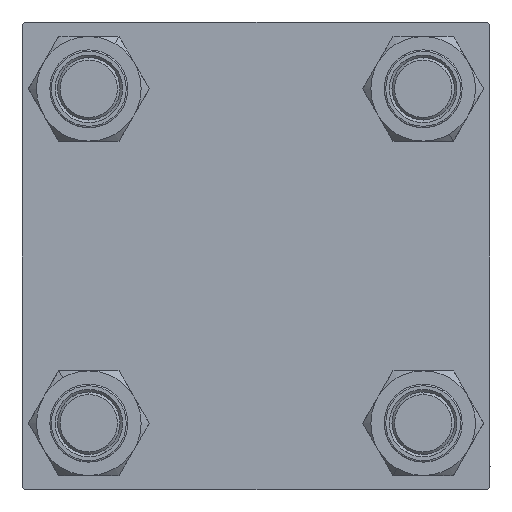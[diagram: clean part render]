
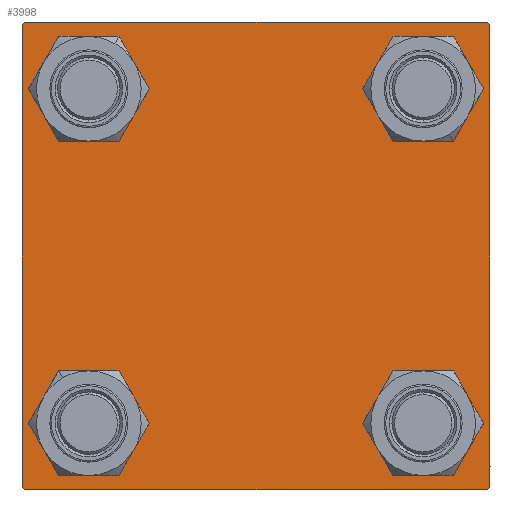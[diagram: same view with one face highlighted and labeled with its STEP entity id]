
A CAD part, left-side view. The second image highlights one B-rep face of the part: STEP entity #3998.
In plain terms, the highlighted planar face has unit normal (-1, 0, 0).
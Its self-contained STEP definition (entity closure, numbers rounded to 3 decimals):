
#214 = DIRECTION ( 'NONE',  ( 1., 0., 0. ) ) ;
#255 = EDGE_CURVE ( 'NONE', #8393, #20391, #40821, .T. ) ;
#831 = CARTESIAN_POINT ( 'NONE',  ( 0., -44.5, 45. ) ) ;
#1367 = CARTESIAN_POINT ( 'NONE',  ( 0., 32.15, -38.65 ) ) ;
#1424 = CARTESIAN_POINT ( 'NONE',  ( 0., -32.15, -38.65 ) ) ;
#1883 = FACE_BOUND ( 'NONE', #5798, .T. ) ;
#2330 = DIRECTION ( 'NONE',  ( 0., -1., 0. ) ) ;
#2645 = CARTESIAN_POINT ( 'NONE',  ( 0., 0., 0. ) ) ;
#3328 = EDGE_CURVE ( 'NONE', #40035, #9193, #49295, .T. ) ;
#3541 = CIRCLE ( 'NONE', #40350, 6.5 ) ;
#3644 = ORIENTED_EDGE ( 'NONE', *, *, #42162, .T. ) ;
#3848 = CARTESIAN_POINT ( 'NONE',  ( 0., 44.75, -44.75 ) ) ;
#3998 = ADVANCED_FACE ( 'NONE', ( #29522, #18006, #25929, #1883, #49012 ), #29014, .T. ) ;
#4077 = CARTESIAN_POINT ( 'NONE',  ( 0., -45., 44.5 ) ) ;
#4105 = AXIS2_PLACEMENT_3D ( 'NONE', #32591, #12104, #12354 ) ;
#4538 = DIRECTION ( 'NONE',  ( 0., 0., 1. ) ) ;
#4547 = CARTESIAN_POINT ( 'NONE',  ( 0., -45., 45. ) ) ;
#4636 = EDGE_CURVE ( 'NONE', #49964, #22693, #34508, .T. ) ;
#5109 = EDGE_CURVE ( 'NONE', #14866, #5452, #3541, .T. ) ;
#5452 = VERTEX_POINT ( 'NONE', #32676 ) ;
#5564 = CARTESIAN_POINT ( 'NONE',  ( 0., -32.15, 32.15 ) ) ;
#5798 = EDGE_LOOP ( 'NONE', ( #12030, #45898 ) ) ;
#5857 = DIRECTION ( 'NONE',  ( 0., 0., 1. ) ) ;
#6181 = VERTEX_POINT ( 'NONE', #44083 ) ;
#6879 = LINE ( 'NONE', #34275, #36743 ) ;
#7137 = DIRECTION ( 'NONE',  ( 0., 0.707, -0.707 ) ) ;
#7281 = LINE ( 'NONE', #33926, #12810 ) ;
#7785 = CARTESIAN_POINT ( 'NONE',  ( 0., -44.5, -45. ) ) ;
#8393 = VERTEX_POINT ( 'NONE', #7785 ) ;
#8398 = DIRECTION ( 'NONE',  ( 0., 0., 1. ) ) ;
#8428 = VECTOR ( 'NONE', #44476, 1000. ) ;
#8619 = VERTEX_POINT ( 'NONE', #18239 ) ;
#8653 = CARTESIAN_POINT ( 'NONE',  ( 0., -32.15, 32.15 ) ) ;
#9193 = VERTEX_POINT ( 'NONE', #1424 ) ;
#9455 = CIRCLE ( 'NONE', #38067, 6.5 ) ;
#9575 = DIRECTION ( 'NONE',  ( -1., 0., 0. ) ) ;
#9670 = EDGE_CURVE ( 'NONE', #27321, #22693, #30260, .T. ) ;
#9683 = ORIENTED_EDGE ( 'NONE', *, *, #35758, .T. ) ;
#9732 = ORIENTED_EDGE ( 'NONE', *, *, #21610, .F. ) ;
#10636 = EDGE_LOOP ( 'NONE', ( #3644, #11522 ) ) ;
#11522 = ORIENTED_EDGE ( 'NONE', *, *, #5109, .T. ) ;
#11996 = VECTOR ( 'NONE', #39181, 1000. ) ;
#12030 = ORIENTED_EDGE ( 'NONE', *, *, #24329, .T. ) ;
#12104 = DIRECTION ( 'NONE',  ( 1., 0., 0. ) ) ;
#12275 = LINE ( 'NONE', #3848, #11996 ) ;
#12354 = DIRECTION ( 'NONE',  ( 0., 0., 1. ) ) ;
#12810 = VECTOR ( 'NONE', #45711, 1000. ) ;
#13011 = ORIENTED_EDGE ( 'NONE', *, *, #17539, .T. ) ;
#13755 = DIRECTION ( 'NONE',  ( 0., 0., 1. ) ) ;
#13788 = CARTESIAN_POINT ( 'NONE',  ( 0., 32.15, -32.15 ) ) ;
#14046 = DIRECTION ( 'NONE',  ( 1., 0., 0. ) ) ;
#14866 = VERTEX_POINT ( 'NONE', #39459 ) ;
#15110 = VERTEX_POINT ( 'NONE', #35001 ) ;
#15297 = EDGE_LOOP ( 'NONE', ( #13011, #27853, #9683, #21978, #9732, #44077, #38867, #40992 ) ) ;
#15809 = DIRECTION ( 'NONE',  ( 0., 0., 1. ) ) ;
#16341 = DIRECTION ( 'NONE',  ( 1., 0., 0. ) ) ;
#17079 = VECTOR ( 'NONE', #2330, 1000. ) ;
#17512 = CARTESIAN_POINT ( 'NONE',  ( 0., 32.15, -25.65 ) ) ;
#17539 = EDGE_CURVE ( 'NONE', #18013, #15110, #7281, .T. ) ;
#18006 = FACE_BOUND ( 'NONE', #24477, .T. ) ;
#18013 = VERTEX_POINT ( 'NONE', #31771 ) ;
#18017 = DIRECTION ( 'NONE',  ( 0., -0.707, 0.707 ) ) ;
#18157 = CARTESIAN_POINT ( 'NONE',  ( 0., -32.15, -25.65 ) ) ;
#18239 = CARTESIAN_POINT ( 'NONE',  ( 0., 44.5, -45. ) ) ;
#18922 = VERTEX_POINT ( 'NONE', #1367 ) ;
#20361 = EDGE_CURVE ( 'NONE', #18922, #26866, #35474, .T. ) ;
#20391 = VERTEX_POINT ( 'NONE', #44782 ) ;
#20397 = AXIS2_PLACEMENT_3D ( 'NONE', #5564, #31937, #4538 ) ;
#20418 = LINE ( 'NONE', #4547, #24897 ) ;
#20588 = VERTEX_POINT ( 'NONE', #34257 ) ;
#20680 = CARTESIAN_POINT ( 'NONE',  ( 0., 32.15, -32.15 ) ) ;
#20702 = CARTESIAN_POINT ( 'NONE',  ( 0., -32.15, -32.15 ) ) ;
#20934 = DIRECTION ( 'NONE',  ( 1., 0., 0. ) ) ;
#21610 = EDGE_CURVE ( 'NONE', #27321, #20391, #20418, .T. ) ;
#21721 = CARTESIAN_POINT ( 'NONE',  ( 0., -32.15, -32.15 ) ) ;
#21869 = AXIS2_PLACEMENT_3D ( 'NONE', #21721, #33757, #5857 ) ;
#21978 = ORIENTED_EDGE ( 'NONE', *, *, #255, .T. ) ;
#22693 = VERTEX_POINT ( 'NONE', #831 ) ;
#24329 = EDGE_CURVE ( 'NONE', #6181, #20588, #9455, .T. ) ;
#24477 = EDGE_LOOP ( 'NONE', ( #35574, #37337 ) ) ;
#24897 = VECTOR ( 'NONE', #32460, 1000. ) ;
#25929 = FACE_BOUND ( 'NONE', #46874, .T. ) ;
#26164 = DIRECTION ( 'NONE',  ( 0., 0.707, 0.707 ) ) ;
#26866 = VERTEX_POINT ( 'NONE', #17512 ) ;
#26887 = AXIS2_PLACEMENT_3D ( 'NONE', #20680, #20934, #13755 ) ;
#27281 = VECTOR ( 'NONE', #26164, 1000. ) ;
#27321 = VERTEX_POINT ( 'NONE', #4077 ) ;
#27853 = ORIENTED_EDGE ( 'NONE', *, *, #29680, .T. ) ;
#28877 = DIRECTION ( 'NONE',  ( 0., 0., 1. ) ) ;
#29014 = PLANE ( 'NONE',  #48534 ) ;
#29522 = FACE_BOUND ( 'NONE', #10636, .T. ) ;
#29680 = EDGE_CURVE ( 'NONE', #15110, #8619, #12275, .T. ) ;
#29787 = CARTESIAN_POINT ( 'NONE',  ( 0., -44.75, -44.75 ) ) ;
#30048 = CIRCLE ( 'NONE', #21869, 6.5 ) ;
#30260 = LINE ( 'NONE', #42060, #27281 ) ;
#31035 = CIRCLE ( 'NONE', #20397, 6.5 ) ;
#31180 = CARTESIAN_POINT ( 'NONE',  ( 0., 32.15, 32.15 ) ) ;
#31771 = CARTESIAN_POINT ( 'NONE',  ( 0., 45., 44.5 ) ) ;
#31937 = DIRECTION ( 'NONE',  ( 1., 0., 0. ) ) ;
#32460 = DIRECTION ( 'NONE',  ( 0., 0., -1. ) ) ;
#32538 = EDGE_CURVE ( 'NONE', #9193, #40035, #30048, .T. ) ;
#32591 = CARTESIAN_POINT ( 'NONE',  ( 0., 32.15, 32.15 ) ) ;
#32676 = CARTESIAN_POINT ( 'NONE',  ( 0., -32.15, 38.65 ) ) ;
#32844 = VECTOR ( 'NONE', #18017, 1000. ) ;
#33757 = DIRECTION ( 'NONE',  ( 1., 0., 0. ) ) ;
#33926 = CARTESIAN_POINT ( 'NONE',  ( 0., 45., 45. ) ) ;
#34257 = CARTESIAN_POINT ( 'NONE',  ( 0., 32.15, 25.65 ) ) ;
#34275 = CARTESIAN_POINT ( 'NONE',  ( 0., 44.75, 44.75 ) ) ;
#34307 = LINE ( 'NONE', #49944, #17079 ) ;
#34508 = LINE ( 'NONE', #50145, #8428 ) ;
#35001 = CARTESIAN_POINT ( 'NONE',  ( 0., 45., -44.5 ) ) ;
#35474 = CIRCLE ( 'NONE', #50224, 6.5 ) ;
#35574 = ORIENTED_EDGE ( 'NONE', *, *, #3328, .T. ) ;
#35758 = EDGE_CURVE ( 'NONE', #8619, #8393, #34307, .T. ) ;
#36743 = VECTOR ( 'NONE', #7137, 1000. ) ;
#37337 = ORIENTED_EDGE ( 'NONE', *, *, #32538, .T. ) ;
#37612 = CARTESIAN_POINT ( 'NONE',  ( 0., 44.5, 45. ) ) ;
#38067 = AXIS2_PLACEMENT_3D ( 'NONE', #31180, #49469, #15809 ) ;
#38867 = ORIENTED_EDGE ( 'NONE', *, *, #4636, .F. ) ;
#39155 = ORIENTED_EDGE ( 'NONE', *, *, #40258, .T. ) ;
#39181 = DIRECTION ( 'NONE',  ( 0., -0.707, -0.707 ) ) ;
#39459 = CARTESIAN_POINT ( 'NONE',  ( 0., -32.15, 25.65 ) ) ;
#39514 = EDGE_CURVE ( 'NONE', #20588, #6181, #43245, .T. ) ;
#40035 = VERTEX_POINT ( 'NONE', #18157 ) ;
#40049 = EDGE_CURVE ( 'NONE', #49964, #18013, #6879, .T. ) ;
#40258 = EDGE_CURVE ( 'NONE', #26866, #18922, #49011, .T. ) ;
#40350 = AXIS2_PLACEMENT_3D ( 'NONE', #8653, #214, #8398 ) ;
#40685 = DIRECTION ( 'NONE',  ( 0., 0., 1. ) ) ;
#40821 = LINE ( 'NONE', #29787, #32844 ) ;
#40992 = ORIENTED_EDGE ( 'NONE', *, *, #40049, .T. ) ;
#41565 = DIRECTION ( 'NONE',  ( 0., 0., 1. ) ) ;
#41930 = AXIS2_PLACEMENT_3D ( 'NONE', #20702, #16341, #28877 ) ;
#42060 = CARTESIAN_POINT ( 'NONE',  ( 0., -44.75, 44.75 ) ) ;
#42162 = EDGE_CURVE ( 'NONE', #5452, #14866, #31035, .T. ) ;
#43245 = CIRCLE ( 'NONE', #4105, 6.5 ) ;
#44077 = ORIENTED_EDGE ( 'NONE', *, *, #9670, .T. ) ;
#44083 = CARTESIAN_POINT ( 'NONE',  ( 0., 32.15, 38.65 ) ) ;
#44476 = DIRECTION ( 'NONE',  ( 0., -1., 0. ) ) ;
#44782 = CARTESIAN_POINT ( 'NONE',  ( 0., -45., -44.5 ) ) ;
#45711 = DIRECTION ( 'NONE',  ( 0., 0., -1. ) ) ;
#45898 = ORIENTED_EDGE ( 'NONE', *, *, #39514, .T. ) ;
#46874 = EDGE_LOOP ( 'NONE', ( #39155, #49208 ) ) ;
#48534 = AXIS2_PLACEMENT_3D ( 'NONE', #2645, #9575, #41565 ) ;
#49011 = CIRCLE ( 'NONE', #26887, 6.5 ) ;
#49012 = FACE_OUTER_BOUND ( 'NONE', #15297, .T. ) ;
#49208 = ORIENTED_EDGE ( 'NONE', *, *, #20361, .T. ) ;
#49295 = CIRCLE ( 'NONE', #41930, 6.5 ) ;
#49469 = DIRECTION ( 'NONE',  ( 1., 0., 0. ) ) ;
#49944 = CARTESIAN_POINT ( 'NONE',  ( 0., 45., -45. ) ) ;
#49964 = VERTEX_POINT ( 'NONE', #37612 ) ;
#50145 = CARTESIAN_POINT ( 'NONE',  ( 0., 45., 45. ) ) ;
#50224 = AXIS2_PLACEMENT_3D ( 'NONE', #13788, #14046, #40685 ) ;
